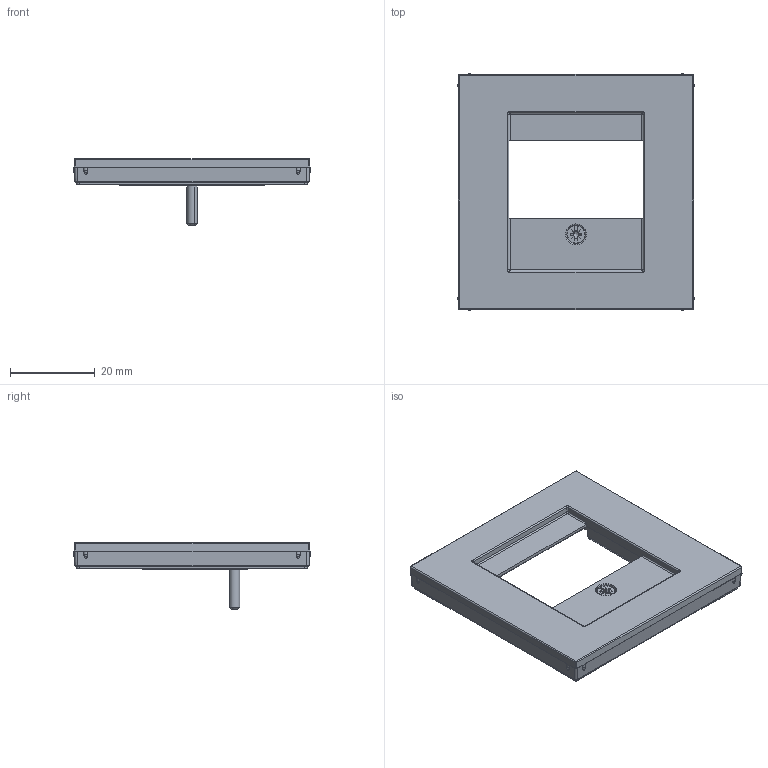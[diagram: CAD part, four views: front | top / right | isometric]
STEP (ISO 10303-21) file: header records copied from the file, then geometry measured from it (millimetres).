
FILE_DESCRIPTION((''),'2;1');
FILE_NAME('WAF1104_GEN_ASM','2025-03-19T08:45:19',('andolfs'),(''),'CREO PARAMETRIC BY PTC INC, 2023154','CREO PARAMETRIC BY PTC INC, 2023154','');
FILE_SCHEMA(('CONFIG_CONTROL_DESIGN','SHAPE_APPEARANCE_LAYERS_GROUPS'));
Length unit declared in the file: millimetre
Products named in the file (4): W4G0123_18; W1A2294_GEN; 9002573000; WAF1104_GEN_ASM
Assembly tree (3 placements, depth 2):
  WAF1104_GEN_ASM
    W4G0123_18
    W1A2294_GEN
    9002573000
Bounding box: 55.9 x 55.9 x 15.8 mm (x, y, z)
Volume: 6502.5 mm3; surface area: 8293.5 mm2
Topology: 2 solids, 2 shells, 1086 faces, 2969 edges, 1929 vertices
Faces by surface type: plane 778, cylinder 143, extrusion 87, bspline 32, sphere 18, torus 16, cone 12
Entity records: 46961 total; most frequent: CARTESIAN_POINT 10613, ORIENTED_EDGE 5934, DIRECTION 4872, EDGE_CURVE 2967, PRESENTATION_STYLE_ASSIGNMENT 2931, STYLED_ITEM 2866, CURVE_STYLE 2825, VECTOR 2436
